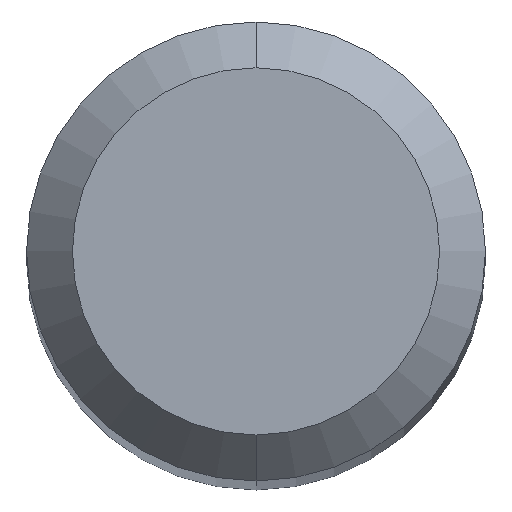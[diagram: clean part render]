
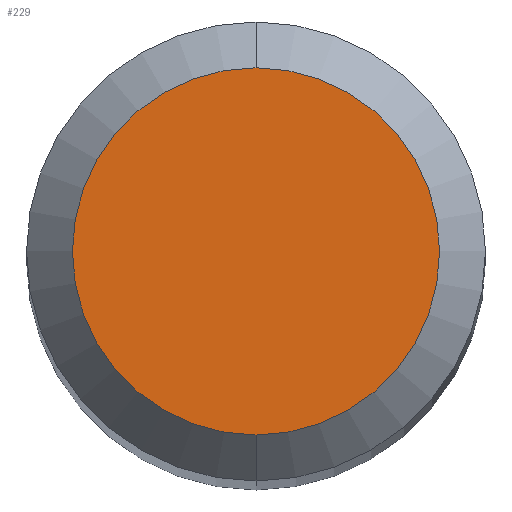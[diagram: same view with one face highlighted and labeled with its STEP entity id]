
A CAD part, top view. The second image highlights one B-rep face of the part: STEP entity #229.
In plain terms, the highlighted planar face has unit normal (0, 0, 1).
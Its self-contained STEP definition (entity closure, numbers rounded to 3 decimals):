
#185=VERTEX_POINT('',#492);
#229=ADVANCED_FACE('',(#541),#542,.T.);
#307=EDGE_CURVE('',#185,#323,#626,.T.);
#323=VERTEX_POINT('',#643);
#335=EDGE_CURVE('',#323,#185,#657,.T.);
#492=CARTESIAN_POINT('',(0.0,1.2,0.0));
#541=FACE_OUTER_BOUND('',#967,.T.);
#542=PLANE('',#968);
#626=CIRCLE('',#1133,1.2);
#643=CARTESIAN_POINT('',(0.,-1.2,0.0));
#657=CIRCLE('',#1175,1.2);
#967=EDGE_LOOP('',(#1508,#1509));
#968=AXIS2_PLACEMENT_3D('',#1510,#1511,#1512);
#1133=AXIS2_PLACEMENT_3D('',#1591,#1592,#1593);
#1175=AXIS2_PLACEMENT_3D('',#1627,#1628,#1629);
#1508=ORIENTED_EDGE('',*,*,#307,.F.);
#1509=ORIENTED_EDGE('',*,*,#335,.F.);
#1510=CARTESIAN_POINT('',(0.0,0.6,0.0));
#1511=DIRECTION('',(-0.0,0.0,1.0));
#1512=DIRECTION('',(0.0,-1.0,0.0));
#1591=CARTESIAN_POINT('',(0.0,0.0,0.0));
#1592=DIRECTION('',(0.0,0.0,-1.0));
#1593=DIRECTION('',(0.0,1.0,0.0));
#1627=CARTESIAN_POINT('',(0.0,0.0,0.0));
#1628=DIRECTION('',(0.0,0.0,-1.0));
#1629=DIRECTION('',(0.0,1.0,0.0));
